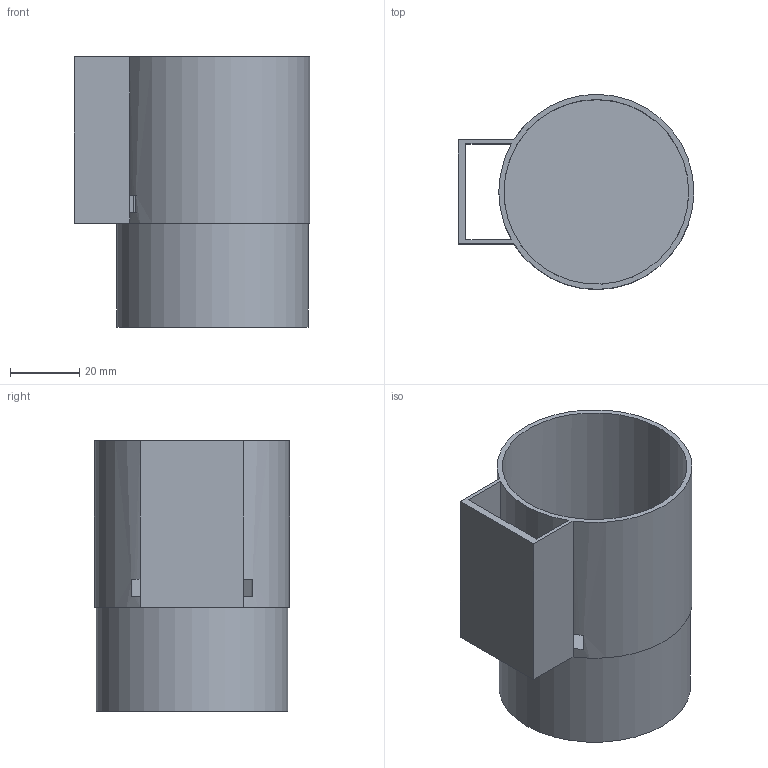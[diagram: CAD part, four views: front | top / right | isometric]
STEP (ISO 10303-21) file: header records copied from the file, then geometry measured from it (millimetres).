
FILE_DESCRIPTION(/* description */ ('STEP AP242','CAx-IF Rec.Pracs.---Representation and Presentation of Product Manufacturing Information (PMI)---4.0---2014-10-13','CAx-IF Rec.Pracs.---3D Tessellated Geometry---0.4---2014-09-14','2;1'),/* implementation_level */ '2;1');
FILE_NAME(/* name */ '66cce1e40f9d0e6bf1a811ed',/* time_stamp */ '2024-08-26T20:13:24Z',/* author */ (''),/* organization */ (''),/* preprocessor_version */ 'ST-DEVELOPER v20',/* originating_system */ ' ',/* authorisation */ ' ');
FILE_SCHEMA (('AP242_MANAGED_MODEL_BASED_3D_ENGINEERING_MIM_LF { 1 0 10303 442 1 1 4 }'));
Length unit declared in the file: metre
Products named in the file (1): Part 1
Bounding box: 68.04 x 56.29 x 78 mm (x, y, z)
Volume: 31158.4 mm3; surface area: 36582.5 mm2
Topology: 1 solids, 1 shells, 22 faces, 65 edges, 42 vertices
Faces by surface type: plane 13, cylinder 9
Full cylindrical faces by diameter (mm): 52.3 x1, 53.3 x1, 55.3 x1
Entity records: 756 total; most frequent: DIRECTION 132, CARTESIAN_POINT 125, ORIENTED_EDGE 122, EDGE_CURVE 61, AXIS2_PLACEMENT_3D 48, VERTEX_POINT 41, LINE 36, VECTOR 36
